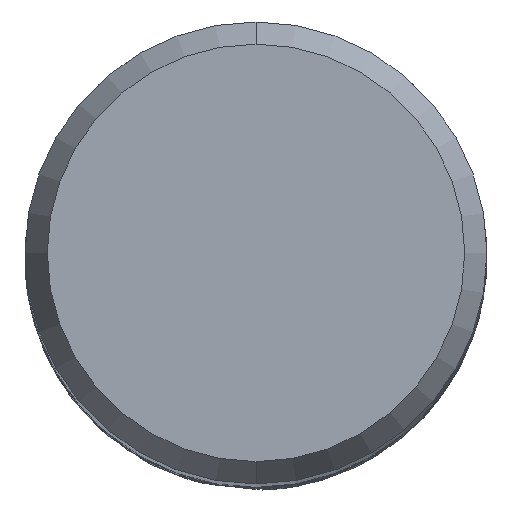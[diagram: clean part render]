
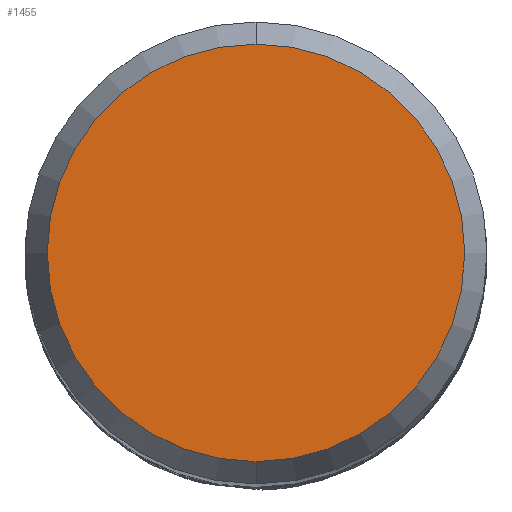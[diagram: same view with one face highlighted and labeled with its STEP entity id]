
A CAD part, top view. The second image highlights one B-rep face of the part: STEP entity #1455.
In plain terms, the highlighted planar face has unit normal (0, 0, 1).
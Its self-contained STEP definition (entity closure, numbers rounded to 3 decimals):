
#1109=VERTEX_POINT('',#2367);
#1455=ADVANCED_FACE('',(#2736),#2737,.T.);
#1655=EDGE_CURVE('',#1801,#1109,#2960,.T.);
#1801=VERTEX_POINT('',#3118);
#1811=EDGE_CURVE('',#1109,#1801,#3129,.T.);
#2367=CARTESIAN_POINT('',(0.,-5.423,0.0));
#2736=FACE_OUTER_BOUND('',#14314,.T.);
#2737=PLANE('',#14315);
#2960=CIRCLE('',#16174,5.423);
#3118=CARTESIAN_POINT('',(0.0,5.423,0.0));
#3129=CIRCLE('',#17646,5.423);
#14314=EDGE_LOOP('',(#18498,#18499));
#14315=AXIS2_PLACEMENT_3D('',#18500,#18501,#18502);
#16174=AXIS2_PLACEMENT_3D('',#18758,#18759,#18760);
#17646=AXIS2_PLACEMENT_3D('',#18910,#18911,#18912);
#18498=ORIENTED_EDGE('',*,*,#1655,.F.);
#18499=ORIENTED_EDGE('',*,*,#1811,.F.);
#18500=CARTESIAN_POINT('',(0.0,2.711,0.0));
#18501=DIRECTION('',(-0.0,0.0,1.0));
#18502=DIRECTION('',(0.0,-1.0,0.0));
#18758=CARTESIAN_POINT('',(0.0,0.0,0.0));
#18759=DIRECTION('',(0.0,0.0,-1.0));
#18760=DIRECTION('',(0.0,1.0,0.0));
#18910=CARTESIAN_POINT('',(0.0,0.0,0.0));
#18911=DIRECTION('',(0.0,0.0,-1.0));
#18912=DIRECTION('',(0.0,1.0,0.0));
